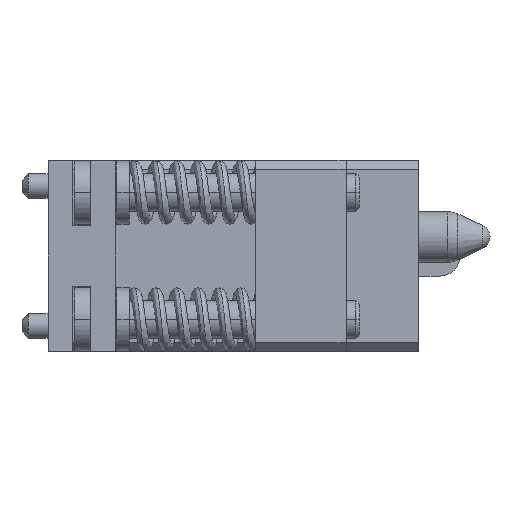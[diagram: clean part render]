
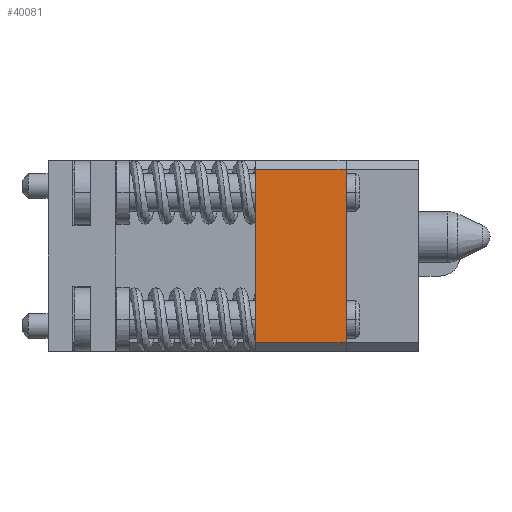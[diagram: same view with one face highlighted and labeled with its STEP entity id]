
A CAD part, left-side view. The second image highlights one B-rep face of the part: STEP entity #40081.
In plain terms, the highlighted planar face has unit normal (-1, 0, 0).
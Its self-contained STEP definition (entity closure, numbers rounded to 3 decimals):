
#160=DIRECTION('',(0.,0.,1.));
#161=VECTOR('',#160,13.632);
#162=CARTESIAN_POINT('',(-28.726,5.674,-6.816));
#163=LINE('',#162,#161);
#13584=DIRECTION('',(0.,-1.,0.));
#13585=VECTOR('',#13584,7.132);
#13586=CARTESIAN_POINT('',(-28.726,12.806,6.816));
#13587=LINE('',#13586,#13585);
#13592=DIRECTION('',(0.,0.,1.));
#13593=VECTOR('',#13592,13.632);
#13594=CARTESIAN_POINT('',(-28.726,12.806,-6.816));
#13595=LINE('',#13594,#13593);
#13604=DIRECTION('',(0.,-1.,0.));
#13605=VECTOR('',#13604,7.132);
#13606=CARTESIAN_POINT('',(-28.726,12.806,-6.816));
#13607=LINE('',#13606,#13605);
#14169=CARTESIAN_POINT('',(-28.726,12.806,-6.816));
#14170=CARTESIAN_POINT('',(-28.726,5.674,-6.816));
#14171=VERTEX_POINT('',#14169);
#14172=VERTEX_POINT('',#14170);
#14193=CARTESIAN_POINT('',(-28.726,12.806,6.816));
#14194=CARTESIAN_POINT('',(-28.726,5.674,6.816));
#14195=VERTEX_POINT('',#14193);
#14196=VERTEX_POINT('',#14194);
#40069=CARTESIAN_POINT('',(-28.726,12.78,-7.505));
#40070=DIRECTION('',(-1.,0.,0.));
#40071=DIRECTION('',(0.,-1.,0.));
#40072=AXIS2_PLACEMENT_3D('',#40069,#40070,#40071);
#40073=PLANE('',#40072);
#40075=ORIENTED_EDGE('',*,*,#40074,.F.);
#40076=ORIENTED_EDGE('',*,*,#20538,.T.);
#40077=ORIENTED_EDGE('',*,*,#40063,.T.);
#40078=ORIENTED_EDGE('',*,*,#17438,.F.);
#40079=EDGE_LOOP('',(#40075,#40076,#40077,#40078));
#40080=FACE_OUTER_BOUND('',#40079,.F.);
#40081=ADVANCED_FACE('',(#40080),#40073,.T.);
#17438=EDGE_CURVE('',#14172,#14196,#163,.T.);
#20538=EDGE_CURVE('',#14171,#14195,#13595,.T.);
#40063=EDGE_CURVE('',#14195,#14196,#13587,.T.);
#40074=EDGE_CURVE('',#14171,#14172,#13607,.T.);
